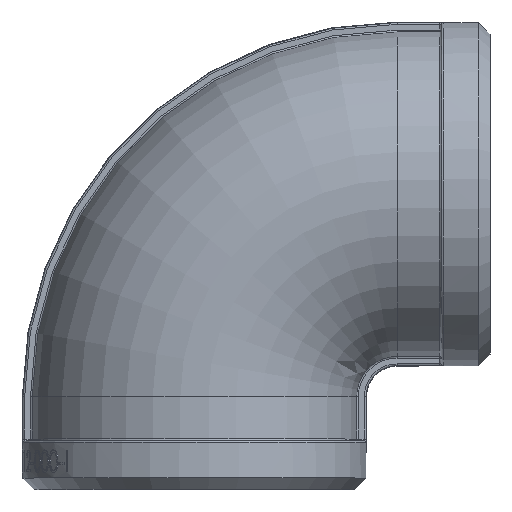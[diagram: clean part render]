
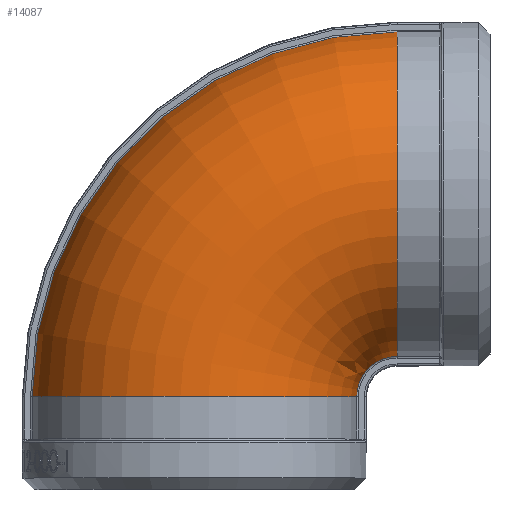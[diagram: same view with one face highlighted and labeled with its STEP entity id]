
A CAD part, top view. The second image highlights one B-rep face of the part: STEP entity #14087.
In plain terms, the highlighted toroidal (fillet/blend) face has major radius 33.25 mm and minor radius 26.75 mm.
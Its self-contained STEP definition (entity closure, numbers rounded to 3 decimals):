
#843 = TOROIDAL_SURFACE ( 'NONE', #853, 33.25, 26.75 ) ;
#853 = AXIS2_PLACEMENT_3D ( 'NONE', #19435, #19453, #19449 ) ;
#1487 = CARTESIAN_POINT ( 'NONE',  ( 33.25, -26.606, 2.769 ) ) ;
#1494 = CARTESIAN_POINT ( 'NONE',  ( 33.25, 26.606, 2.769 ) ) ;
#1513 = CARTESIAN_POINT ( 'NONE',  ( 26.606, -33.25, 2.769 ) ) ;
#1560 = CARTESIAN_POINT ( 'NONE',  ( -26.606, -33.25, 2.769 ) ) ;
#2150 = CIRCLE ( 'NONE', #2177, 26.75 ) ;
#2177 = AXIS2_PLACEMENT_3D ( 'NONE', #11644, #11646, #11612 ) ;
#2384 = AXIS2_PLACEMENT_3D ( 'NONE', #10506, #10480, #10475 ) ;
#2391 = CIRCLE ( 'NONE', #2384, 26.75 ) ;
#7457 = EDGE_CURVE ( 'NONE', #12717, #12708, #2150, .T. ) ;
#7908 = EDGE_CURVE ( 'NONE', #12762, #12711, #2391, .T. ) ;
#8262 = AXIS2_PLACEMENT_3D ( 'NONE', #14346, #14386, #14354 ) ;
#8292 = CIRCLE ( 'NONE', #8262, 6.644 ) ;
#8406 = AXIS2_PLACEMENT_3D ( 'NONE', #14409, #14430, #14434 ) ;
#8414 = CIRCLE ( 'NONE', #8406, 59.856 ) ;
#10475 = DIRECTION ( 'NONE',  ( -0.996, 0., 0.093 ) ) ;
#10480 = DIRECTION ( 'NONE',  ( 0., 1., 0. ) ) ;
#10506 = CARTESIAN_POINT ( 'NONE',  ( 0., -33.25, 0. ) ) ;
#11612 = DIRECTION ( 'NONE',  ( 0., 0.996, 0.093 ) ) ;
#11644 = CARTESIAN_POINT ( 'NONE',  ( 33.25, 0., 0. ) ) ;
#11646 = DIRECTION ( 'NONE',  ( 1., 0., 0. ) ) ;
#12708 = VERTEX_POINT ( 'NONE', #1487 ) ;
#12711 = VERTEX_POINT ( 'NONE', #1513 ) ;
#12717 = VERTEX_POINT ( 'NONE', #1494 ) ;
#12762 = VERTEX_POINT ( 'NONE', #1560 ) ;
#13270 = ORIENTED_EDGE ( 'NONE', *, *, #14218, .F. ) ;
#13295 = ORIENTED_EDGE ( 'NONE', *, *, #7457, .F. ) ;
#13322 = ORIENTED_EDGE ( 'NONE', *, *, #7908, .T. ) ;
#13338 = ORIENTED_EDGE ( 'NONE', *, *, #14234, .F. ) ;
#13719 = EDGE_LOOP ( 'NONE', ( #13338, #13322, #13270, #13295 ) ) ;
#14087 = ADVANCED_FACE ( 'NONE', ( #19443 ), #843, .T. ) ;
#14218 = EDGE_CURVE ( 'NONE', #12708, #12711, #8292, .T. ) ;
#14234 = EDGE_CURVE ( 'NONE', #12762, #12717, #8414, .T. ) ;
#14346 = CARTESIAN_POINT ( 'NONE',  ( 33.25, -33.25, 2.769 ) ) ;
#14354 = DIRECTION ( 'NONE',  ( -0.707, 0.707, 0. ) ) ;
#14386 = DIRECTION ( 'NONE',  ( 0., 0., 1. ) ) ;
#14409 = CARTESIAN_POINT ( 'NONE',  ( 33.25, -33.25, 2.769 ) ) ;
#14430 = DIRECTION ( 'NONE',  ( 0., 0., -1. ) ) ;
#14434 = DIRECTION ( 'NONE',  ( -0.707, 0.707, 0. ) ) ;
#19435 = CARTESIAN_POINT ( 'NONE',  ( 33.25, -33.25, 0. ) ) ;
#19443 = FACE_OUTER_BOUND ( 'NONE', #13719, .T. ) ;
#19449 = DIRECTION ( 'NONE',  ( 0., 1., 0. ) ) ;
#19453 = DIRECTION ( 'NONE',  ( 0., 0., -1. ) ) ;
